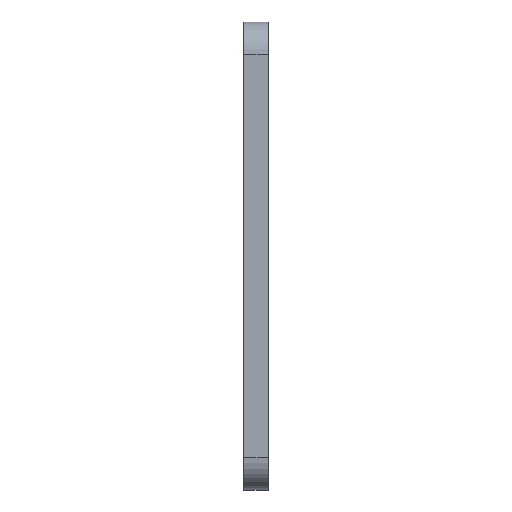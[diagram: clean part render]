
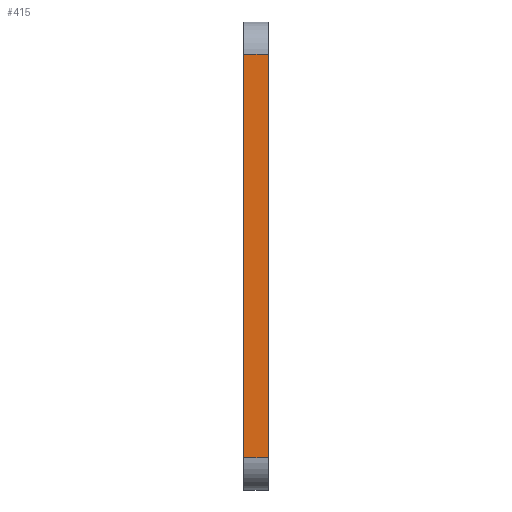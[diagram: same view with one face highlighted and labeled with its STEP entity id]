
A CAD part, left-side view. The second image highlights one B-rep face of the part: STEP entity #415.
In plain terms, the highlighted planar face has unit normal (-1, 0, 0).
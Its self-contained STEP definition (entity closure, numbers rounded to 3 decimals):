
#5 = ORIENTED_EDGE ( 'NONE', *, *, #563, .T. ) ;
#24 = CARTESIAN_POINT ( 'NONE',  ( -7., 1.5, -7. ) ) ;
#44 = ORIENTED_EDGE ( 'NONE', *, *, #69, .T. ) ;
#45 = VECTOR ( 'NONE', #104, 1000. ) ;
#62 = FACE_OUTER_BOUND ( 'NONE', #130, .T. ) ;
#69 = EDGE_CURVE ( 'NONE', #587, #85, #172, .T. ) ;
#85 = VERTEX_POINT ( 'NONE', #504 ) ;
#104 = DIRECTION ( 'NONE',  ( 0., -1., 0. ) ) ;
#123 = VERTEX_POINT ( 'NONE', #607 ) ;
#126 = AXIS2_PLACEMENT_3D ( 'NONE', #657, #171, #606 ) ;
#130 = EDGE_LOOP ( 'NONE', ( #246, #240, #5, #44 ) ) ;
#171 = DIRECTION ( 'NONE',  ( -1., 0., 0. ) ) ;
#172 = LINE ( 'NONE', #336, #274 ) ;
#207 = VECTOR ( 'NONE', #568, 1000. ) ;
#240 = ORIENTED_EDGE ( 'NONE', *, *, #680, .T. ) ;
#246 = ORIENTED_EDGE ( 'NONE', *, *, #510, .F. ) ;
#274 = VECTOR ( 'NONE', #560, 1000. ) ;
#279 = PLANE ( 'NONE',  #126 ) ;
#305 = CARTESIAN_POINT ( 'NONE',  ( -7., 0., -5. ) ) ;
#336 = CARTESIAN_POINT ( 'NONE',  ( -7., 0., 20. ) ) ;
#352 = DIRECTION ( 'NONE',  ( 0., 0., 1. ) ) ;
#415 = ADVANCED_FACE ( 'NONE', ( #62 ), #279, .T. ) ;
#476 = CARTESIAN_POINT ( 'NONE',  ( -7., 0., -7. ) ) ;
#483 = LINE ( 'NONE', #541, #45 ) ;
#504 = CARTESIAN_POINT ( 'NONE',  ( -7., 1.5, 20. ) ) ;
#510 = EDGE_CURVE ( 'NONE', #123, #85, #513, .T. ) ;
#513 = LINE ( 'NONE', #24, #207 ) ;
#532 = LINE ( 'NONE', #476, #635 ) ;
#541 = CARTESIAN_POINT ( 'NONE',  ( -7., 0., -5. ) ) ;
#560 = DIRECTION ( 'NONE',  ( 0., 1., 0. ) ) ;
#563 = EDGE_CURVE ( 'NONE', #579, #587, #532, .T. ) ;
#568 = DIRECTION ( 'NONE',  ( 0., 0., 1. ) ) ;
#579 = VERTEX_POINT ( 'NONE', #305 ) ;
#587 = VERTEX_POINT ( 'NONE', #634 ) ;
#606 = DIRECTION ( 'NONE',  ( 0., 0., 1. ) ) ;
#607 = CARTESIAN_POINT ( 'NONE',  ( -7., 1.5, -5. ) ) ;
#634 = CARTESIAN_POINT ( 'NONE',  ( -7., 0., 20. ) ) ;
#635 = VECTOR ( 'NONE', #352, 1000. ) ;
#657 = CARTESIAN_POINT ( 'NONE',  ( -7., 0., -7. ) ) ;
#680 = EDGE_CURVE ( 'NONE', #123, #579, #483, .T. ) ;
